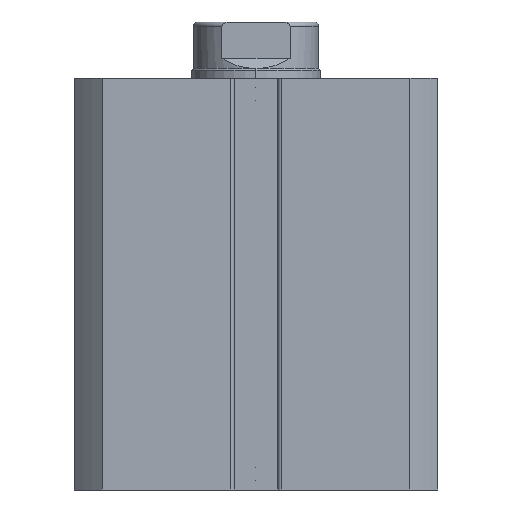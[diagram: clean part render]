
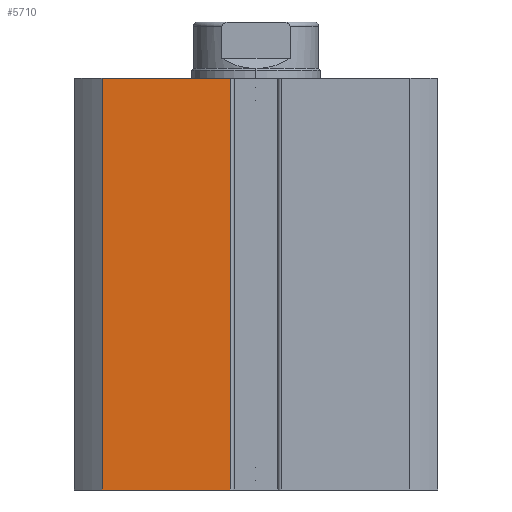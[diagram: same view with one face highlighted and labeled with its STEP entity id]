
A CAD part, front view. The second image highlights one B-rep face of the part: STEP entity #5710.
In plain terms, the highlighted planar face has unit normal (0, -1, 0).
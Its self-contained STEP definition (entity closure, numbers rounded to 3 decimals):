
#20 = VERTEX_POINT ( 'NONE', #3941 ) ;
#389 = EDGE_CURVE ( 'NONE', #3795, #20, #847, .T. ) ;
#514 = VERTEX_POINT ( 'NONE', #1593 ) ;
#847 = LINE ( 'NONE', #4920, #848 ) ;
#848 = VECTOR ( 'NONE', #4921, 1000. ) ;
#1014 = LINE ( 'NONE', #1827, #1018 ) ;
#1018 = VECTOR ( 'NONE', #1828, 1000. ) ;
#1056 = LINE ( 'NONE', #1905, #1082 ) ;
#1060 = LINE ( 'NONE', #1899, #1063 ) ;
#1063 = VECTOR ( 'NONE', #1900, 1000. ) ;
#1082 = VECTOR ( 'NONE', #1908, 1000. ) ;
#1388 = FACE_OUTER_BOUND ( 'NONE', #5862, .T. ) ;
#1593 = CARTESIAN_POINT ( 'NONE',  ( -19.079, -22.5, 0. ) ) ;
#1827 = CARTESIAN_POINT ( 'NONE',  ( -22.5, -22.5, 0. ) ) ;
#1828 = DIRECTION ( 'NONE',  ( 1., 0., 0. ) ) ;
#1899 = CARTESIAN_POINT ( 'NONE',  ( -3.2, -22.5, 51. ) ) ;
#1900 = DIRECTION ( 'NONE',  ( 0., 0., 1. ) ) ;
#1905 = CARTESIAN_POINT ( 'NONE',  ( -19.079, -22.5, 0. ) ) ;
#1908 = DIRECTION ( 'NONE',  ( 0., 0., 1. ) ) ;
#2077 = CARTESIAN_POINT ( 'NONE',  ( -19.079, -22.5, 51. ) ) ;
#2097 = CARTESIAN_POINT ( 'NONE',  ( -3.2, -22.5, 0. ) ) ;
#2680 = PLANE ( 'NONE',  #3662 ) ;
#2683 = CARTESIAN_POINT ( 'NONE',  ( -22.5, -22.5, 51. ) ) ;
#2689 = DIRECTION ( 'NONE',  ( 0., 1., 0. ) ) ;
#2690 = DIRECTION ( 'NONE',  ( 0., 0., 1. ) ) ;
#3175 = EDGE_CURVE ( 'NONE', #514, #3816, #1014, .T. ) ;
#3205 = EDGE_CURVE ( 'NONE', #3816, #20, #1060, .T. ) ;
#3209 = EDGE_CURVE ( 'NONE', #514, #3795, #1056, .T. ) ;
#3662 = AXIS2_PLACEMENT_3D ( 'NONE', #2683, #2689, #2690 ) ;
#3795 = VERTEX_POINT ( 'NONE', #2077 ) ;
#3816 = VERTEX_POINT ( 'NONE', #2097 ) ;
#3941 = CARTESIAN_POINT ( 'NONE',  ( -3.2, -22.5, 51. ) ) ;
#4920 = CARTESIAN_POINT ( 'NONE',  ( -22.5, -22.5, 51. ) ) ;
#4921 = DIRECTION ( 'NONE',  ( 1., 0., 0. ) ) ;
#5710 = ADVANCED_FACE ( 'NONE', ( #1388 ), #2680, .F. ) ;
#5862 = EDGE_LOOP ( 'NONE', ( #6323, #6322, #6321, #6320 ) ) ;
#6320 = ORIENTED_EDGE ( 'NONE', *, *, #389, .F. ) ;
#6321 = ORIENTED_EDGE ( 'NONE', *, *, #3205, .T. ) ;
#6322 = ORIENTED_EDGE ( 'NONE', *, *, #3175, .T. ) ;
#6323 = ORIENTED_EDGE ( 'NONE', *, *, #3209, .F. ) ;
